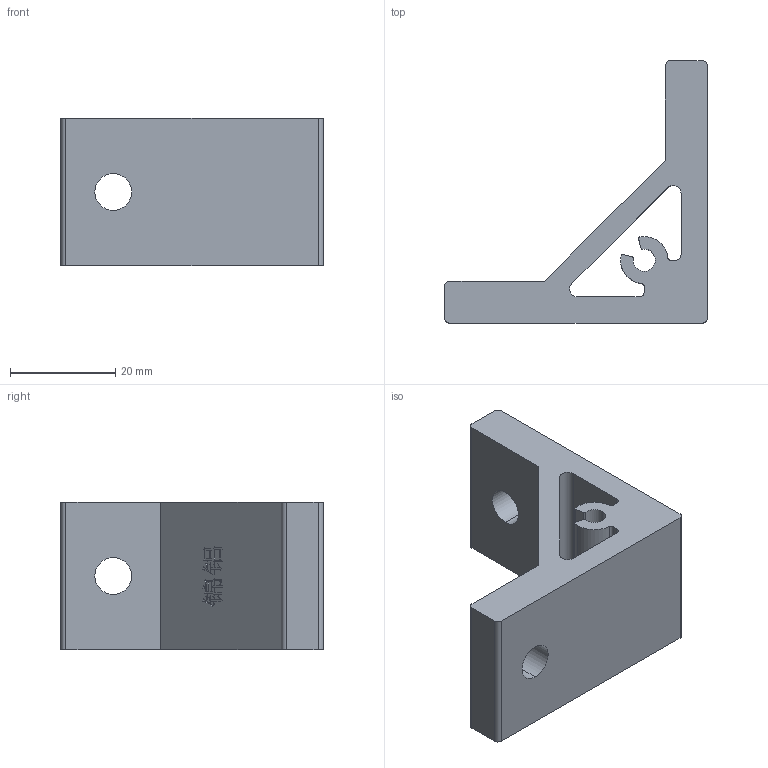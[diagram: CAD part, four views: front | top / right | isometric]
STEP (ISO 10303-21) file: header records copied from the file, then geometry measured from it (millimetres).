
FILE_DESCRIPTION (( 'STEP AP203' ), '1' );
FILE_NAME ('5050-8-3030-28MM.STEP', '2019-07-25T08:12:59', ( '微软用户' ), ( '微软中国' ), 'SwSTEP 2.0', 'SolidWorks 2015', '' );
FILE_SCHEMA (( 'CONFIG_CONTROL_DESIGN' ));
Length unit declared in the file: millimetre
Products named in the file (1): 5050-8-3030-28MM
Bounding box: 50 x 50 x 28 mm (x, y, z)
Volume: 21992.8 mm3; surface area: 9627.7 mm2
Topology: 1 solids, 1 shells, 197 faces, 558 edges, 372 vertices
Faces by surface type: plane 142, bspline 28, cylinder 27
Entity records: 7307 total; most frequent: CARTESIAN_POINT 2236, ORIENTED_EDGE 1116, DIRECTION 896, EDGE_CURVE 558, LINE 448, VECTOR 448, VERTEX_POINT 372, AXIS2_PLACEMENT_3D 224
